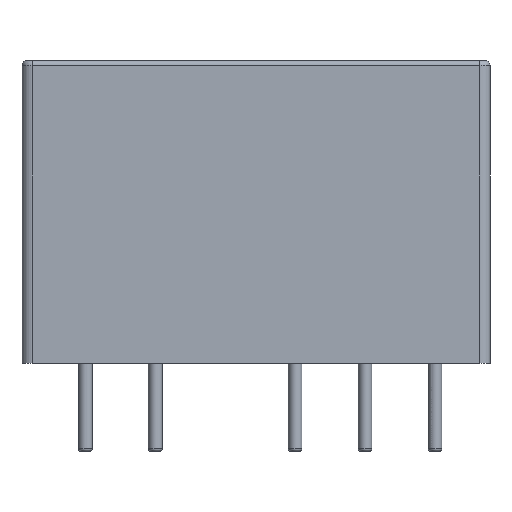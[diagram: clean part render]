
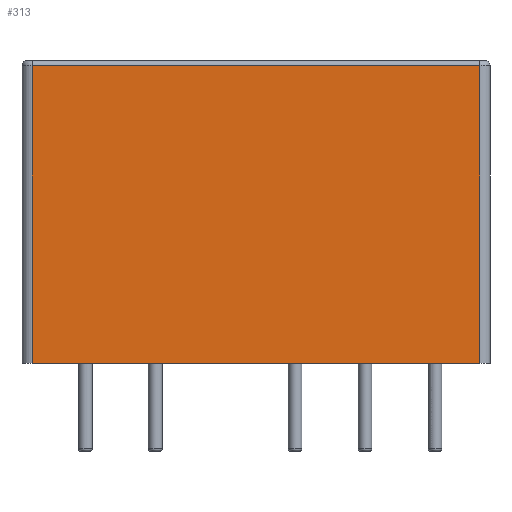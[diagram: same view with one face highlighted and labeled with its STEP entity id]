
A CAD part, front view. The second image highlights one B-rep face of the part: STEP entity #313.
In plain terms, the highlighted planar face has unit normal (0, -1, 0).
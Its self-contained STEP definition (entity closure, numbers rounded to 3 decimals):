
#100 = VERTEX_POINT('',#101);
#101 = CARTESIAN_POINT('',(14.319,-5.12,0.1));
#108 = EDGE_CURVE('',#100,#109,#111,.T.);
#109 = VERTEX_POINT('',#110);
#110 = CARTESIAN_POINT('',(-1.919,-5.12,0.1));
#111 = LINE('',#112,#113);
#112 = CARTESIAN_POINT('',(14.7,-5.12,0.1));
#113 = VECTOR('',#114,1.);
#114 = DIRECTION('',(-1.,0.,0.));
#268 = EDGE_CURVE('',#100,#269,#271,.T.);
#269 = VERTEX_POINT('',#270);
#270 = CARTESIAN_POINT('',(14.319,-5.12,10.91));
#271 = LINE('',#272,#273);
#272 = CARTESIAN_POINT('',(14.319,-5.12,0.1));
#273 = VECTOR('',#274,1.);
#274 = DIRECTION('',(0.,0.,1.));
#313 = ADVANCED_FACE('',(#314),#332,.T.);
#314 = FACE_BOUND('',#315,.T.);
#315 = EDGE_LOOP('',(#316,#317,#325,#331));
#316 = ORIENTED_EDGE('',*,*,#268,.T.);
#317 = ORIENTED_EDGE('',*,*,#318,.T.);
#318 = EDGE_CURVE('',#269,#319,#321,.T.);
#319 = VERTEX_POINT('',#320);
#320 = CARTESIAN_POINT('',(-1.919,-5.12,10.91));
#321 = LINE('',#322,#323);
#322 = CARTESIAN_POINT('',(14.319,-5.12,10.91));
#323 = VECTOR('',#324,1.);
#324 = DIRECTION('',(-1.,0.,0.));
#325 = ORIENTED_EDGE('',*,*,#326,.F.);
#326 = EDGE_CURVE('',#109,#319,#327,.T.);
#327 = LINE('',#328,#329);
#328 = CARTESIAN_POINT('',(-1.919,-5.12,0.1));
#329 = VECTOR('',#330,1.);
#330 = DIRECTION('',(0.,0.,1.));
#331 = ORIENTED_EDGE('',*,*,#108,.F.);
#332 = PLANE('',#333);
#333 = AXIS2_PLACEMENT_3D('',#334,#335,#336);
#334 = CARTESIAN_POINT('',(14.7,-5.12,0.1));
#335 = DIRECTION('',(0.,-1.,0.));
#336 = DIRECTION('',(-1.,0.,0.));
